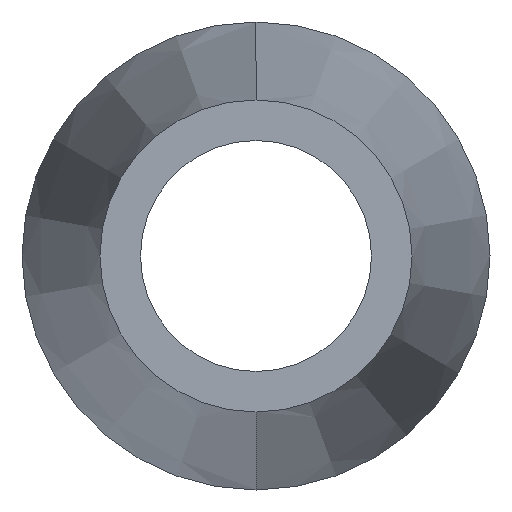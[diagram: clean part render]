
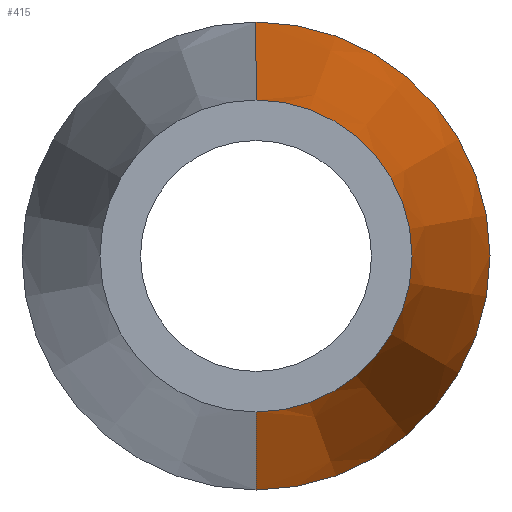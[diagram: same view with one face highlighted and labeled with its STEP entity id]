
A CAD part, front view. The second image highlights one B-rep face of the part: STEP entity #415.
In plain terms, the highlighted conical face has half-angle 7.125 degrees and reference radius 6.35 mm.
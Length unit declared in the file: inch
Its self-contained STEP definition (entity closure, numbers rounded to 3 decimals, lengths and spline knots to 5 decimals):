
#3 = CARTESIAN_POINT ( 'NONE',  ( 0., 0., 0. ) ) ;
#6 = DIRECTION ( 'NONE',  ( 0., 1., 0. ) ) ;
#22 = ORIENTED_EDGE ( 'NONE', *, *, #174, .F. ) ;
#46 = CARTESIAN_POINT ( 'NONE',  ( 0., 0., 0. ) ) ;
#53 = EDGE_CURVE ( 'NONE', #234, #375, #113, .T. ) ;
#66 = ORIENTED_EDGE ( 'NONE', *, *, #53, .F. ) ;
#67 = CARTESIAN_POINT ( 'NONE',  ( 0., 0., 0.25 ) ) ;
#93 = DIRECTION ( 'NONE',  ( 0., 0.992, 0.124 ) ) ;
#99 = VERTEX_POINT ( 'NONE', #355 ) ;
#113 = CIRCLE ( 'NONE', #285, 0.25 ) ;
#121 = DIRECTION ( 'NONE',  ( 0., 1., 0. ) ) ;
#123 = LINE ( 'NONE', #168, #372 ) ;
#125 = CARTESIAN_POINT ( 'NONE',  ( 0., 1., 0. ) ) ;
#132 = DIRECTION ( 'NONE',  ( 0., 0.992, -0.124 ) ) ;
#142 = EDGE_LOOP ( 'NONE', ( #66, #398, #22, #393 ) ) ;
#156 = AXIS2_PLACEMENT_3D ( 'NONE', #125, #121, #166 ) ;
#166 = DIRECTION ( 'NONE',  ( 0., 0., 1. ) ) ;
#168 = CARTESIAN_POINT ( 'NONE',  ( 0., 0., -0.25 ) ) ;
#170 = DIRECTION ( 'NONE',  ( 0., 0., 1. ) ) ;
#174 = EDGE_CURVE ( 'NONE', #99, #302, #183, .T. ) ;
#183 = CIRCLE ( 'NONE', #156, 0.375 ) ;
#193 = VECTOR ( 'NONE', #93, 39.37008 ) ;
#234 = VERTEX_POINT ( 'NONE', #300 ) ;
#260 = EDGE_CURVE ( 'NONE', #375, #99, #287, .T. ) ;
#261 = CARTESIAN_POINT ( 'NONE',  ( 0., 1., -0.375 ) ) ;
#263 = CARTESIAN_POINT ( 'NONE',  ( 0., 0., 0.25 ) ) ;
#284 = FACE_OUTER_BOUND ( 'NONE', #142, .T. ) ;
#285 = AXIS2_PLACEMENT_3D ( 'NONE', #46, #385, #316 ) ;
#287 = LINE ( 'NONE', #263, #193 ) ;
#296 = AXIS2_PLACEMENT_3D ( 'NONE', #3, #6, #170 ) ;
#300 = CARTESIAN_POINT ( 'NONE',  ( 0., 0., -0.25 ) ) ;
#302 = VERTEX_POINT ( 'NONE', #261 ) ;
#316 = DIRECTION ( 'NONE',  ( 0., 0., -1. ) ) ;
#355 = CARTESIAN_POINT ( 'NONE',  ( 0., 1., 0.375 ) ) ;
#362 = CONICAL_SURFACE ( 'NONE', #296, 0.25, 0.124 ) ;
#372 = VECTOR ( 'NONE', #132, 39.37008 ) ;
#373 = EDGE_CURVE ( 'NONE', #234, #302, #123, .T. ) ;
#375 = VERTEX_POINT ( 'NONE', #67 ) ;
#385 = DIRECTION ( 'NONE',  ( 0., -1., 0. ) ) ;
#393 = ORIENTED_EDGE ( 'NONE', *, *, #260, .F. ) ;
#398 = ORIENTED_EDGE ( 'NONE', *, *, #373, .T. ) ;
#415 = ADVANCED_FACE ( 'NONE', ( #284 ), #362, .T. ) ;
